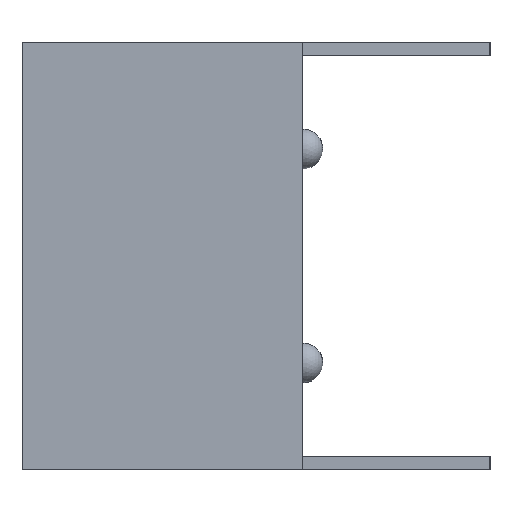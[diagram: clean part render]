
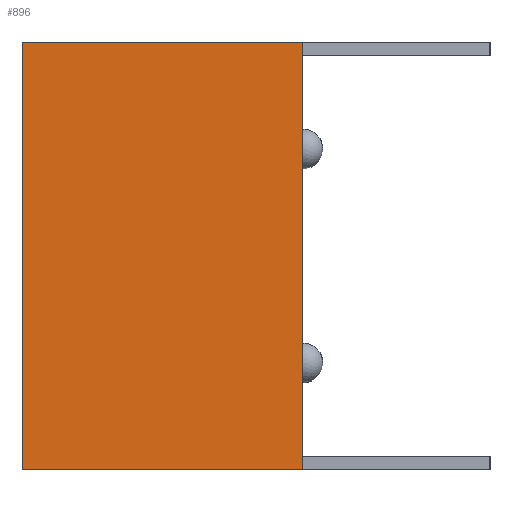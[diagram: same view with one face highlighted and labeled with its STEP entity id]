
A CAD part, left-side view. The second image highlights one B-rep face of the part: STEP entity #896.
In plain terms, the highlighted planar face has unit normal (-1, 0, 0).
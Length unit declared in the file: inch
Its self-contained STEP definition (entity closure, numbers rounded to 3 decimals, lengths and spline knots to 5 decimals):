
#896 = ADVANCED_FACE( '', ( #2338 ), #2339, .F. );
#2338 = FACE_OUTER_BOUND( '', #4436, .T. );
#2339 = PLANE( '', #4437 );
#4436 = EDGE_LOOP( '', ( #7008, #7009, #7010, #7011 ) );
#4437 = AXIS2_PLACEMENT_3D( '', #7012, #7013, #7014 );
#7008 = ORIENTED_EDGE( '', *, *, #13140, .T. );
#7009 = ORIENTED_EDGE( '', *, *, #13141, .F. );
#7010 = ORIENTED_EDGE( '', *, *, #13142, .F. );
#7011 = ORIENTED_EDGE( '', *, *, #13143, .T. );
#7012 = CARTESIAN_POINT( '', ( -0.7, 0.21, -0.32 ) );
#7013 = DIRECTION( '', ( 1., 0., 0. ) );
#7014 = DIRECTION( '', ( 0., 0., -1. ) );
#13140 = EDGE_CURVE( '', #16062, #16063, #16064, .T. );
#13141 = EDGE_CURVE( '', #16065, #16063, #16066, .T. );
#13142 = EDGE_CURVE( '', #16067, #16065, #16068, .T. );
#13143 = EDGE_CURVE( '', #16067, #16062, #16069, .T. );
#16062 = VERTEX_POINT( '', #20161 );
#16063 = VERTEX_POINT( '', #20162 );
#16064 = LINE( '', #20163, #20164 );
#16065 = VERTEX_POINT( '', #20165 );
#16066 = LINE( '', #20166, #20167 );
#16067 = VERTEX_POINT( '', #20168 );
#16068 = LINE( '', #20169, #20170 );
#16069 = LINE( '', #20171, #20172 );
#20161 = CARTESIAN_POINT( '', ( -0.7, 0., -0.32 ) );
#20162 = CARTESIAN_POINT( '', ( -0.7, 0., 0. ) );
#20163 = CARTESIAN_POINT( '', ( -0.7, 0., -0.32 ) );
#20164 = VECTOR( '', #24911, 39.37008 );
#20165 = CARTESIAN_POINT( '', ( -0.7, 0.21, 0. ) );
#20166 = CARTESIAN_POINT( '', ( -0.7, 0.21, 0. ) );
#20167 = VECTOR( '', #24912, 39.37008 );
#20168 = CARTESIAN_POINT( '', ( -0.7, 0.21, -0.32 ) );
#20169 = CARTESIAN_POINT( '', ( -0.7, 0.21, -0.32 ) );
#20170 = VECTOR( '', #24913, 39.37008 );
#20171 = CARTESIAN_POINT( '', ( -0.7, 0.21, -0.32 ) );
#20172 = VECTOR( '', #24914, 39.37008 );
#24911 = DIRECTION( '', ( 0., 0., 1. ) );
#24912 = DIRECTION( '', ( 0., -1., 0. ) );
#24913 = DIRECTION( '', ( 0., 0., 1. ) );
#24914 = DIRECTION( '', ( 0., -1., 0. ) );
